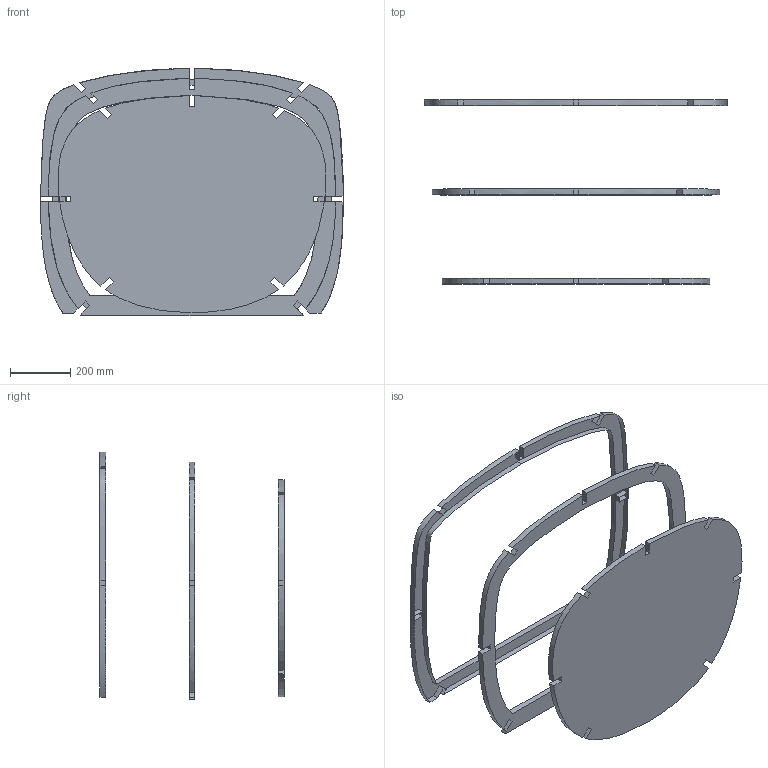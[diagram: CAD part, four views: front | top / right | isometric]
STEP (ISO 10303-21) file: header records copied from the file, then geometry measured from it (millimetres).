
FILE_DESCRIPTION(/* description */ (''),/* implementation_level */ '2;1');
FILE_NAME(/* name */ '1-1 Shell Complete Assy v49.step',/* time_stamp */ '2021-03-01T08:56:19-07:00',/* author */ (''),/* organization */ (''),/* preprocessor_version */ 'ST-DEVELOPER v18.1',/* originating_system */ 'Autodesk Translation Framework v9.7.1.1290',/* authorisation */ '');
FILE_SCHEMA (('AUTOMOTIVE_DESIGN { 1 0 10303 214 3 1 1 }'));
Length unit declared in the file: inch
Products named in the file (3): 1-1 Shell Complete Assy; 1-1-100 Structure Geometry; Ribs
Assembly tree (2 placements, depth 3):
  1-1 Shell Complete Assy
    1-1-100 Structure Geometry
      Ribs
Bounding box: 1003.72 x 609.6 x 820.94 mm (x, y, z)
Volume: 16551752.4 mm3; surface area: 2032353.9 mm2
Topology: 3 solids, 3 shells, 107 faces, 303 edges, 200 vertices
Faces by surface type: plane 83, bspline 24
Entity records: 5427 total; most frequent: CARTESIAN_POINT 2703, ORIENTED_EDGE 606, DIRECTION 431, EDGE_CURVE 303, LINE 255, VECTOR 255, VERTEX_POINT 200, EDGE_LOOP 113
